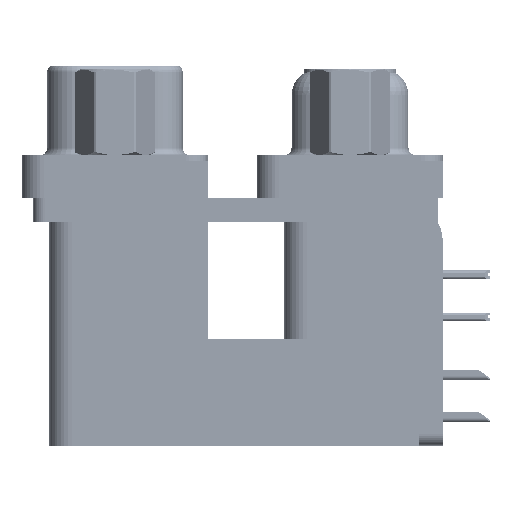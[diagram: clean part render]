
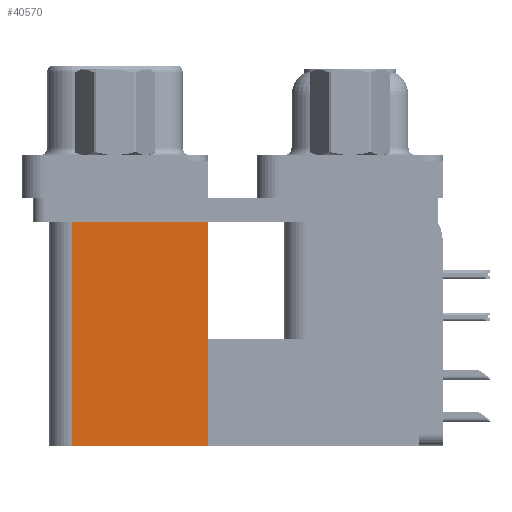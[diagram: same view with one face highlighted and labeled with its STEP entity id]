
A CAD part, left-side view. The second image highlights one B-rep face of the part: STEP entity #40570.
In plain terms, the highlighted planar face has unit normal (-1, 0, 0).
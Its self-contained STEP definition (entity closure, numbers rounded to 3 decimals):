
#411 = CARTESIAN_POINT ( 'NONE',  ( 3.79, 9.6, -2.5 ) ) ;
#2633 = CARTESIAN_POINT ( 'NONE',  ( 3.79, 18.8, -19.2 ) ) ;
#6480 = ORIENTED_EDGE ( 'NONE', *, *, #44418, .T. ) ;
#8041 = VECTOR ( 'NONE', #67852, 1000. ) ;
#8263 = CARTESIAN_POINT ( 'NONE',  ( 3.79, 9.6, -19.2 ) ) ;
#11281 = ORIENTED_EDGE ( 'NONE', *, *, #31399, .T. ) ;
#18970 = VERTEX_POINT ( 'NONE', #52095 ) ;
#20574 = AXIS2_PLACEMENT_3D ( 'NONE', #8263, #31368, #53716 ) ;
#21540 = CARTESIAN_POINT ( 'NONE',  ( 3.79, 9.6, -19.2 ) ) ;
#23087 = CARTESIAN_POINT ( 'NONE',  ( 3.79, 9.6, -2.5 ) ) ;
#28960 = LINE ( 'NONE', #23087, #8041 ) ;
#31368 = DIRECTION ( 'NONE',  ( 1., 0., 0. ) ) ;
#31382 = EDGE_CURVE ( 'NONE', #62052, #18970, #38410, .T. ) ;
#31399 = EDGE_CURVE ( 'NONE', #35363, #63293, #67000, .T. ) ;
#32909 = DIRECTION ( 'NONE',  ( 0., 0., 1. ) ) ;
#35363 = VERTEX_POINT ( 'NONE', #44595 ) ;
#37480 = EDGE_LOOP ( 'NONE', ( #6480, #49304, #58542, #11281 ) ) ;
#38410 = LINE ( 'NONE', #54162, #51802 ) ;
#40570 = ADVANCED_FACE ( 'NONE', ( #41633 ), #58506, .F. ) ;
#41633 = FACE_OUTER_BOUND ( 'NONE', #37480, .T. ) ;
#42707 = EDGE_CURVE ( 'NONE', #35363, #62052, #63939, .T. ) ;
#43006 = CARTESIAN_POINT ( 'NONE',  ( 3.79, 9.6, -19.2 ) ) ;
#44418 = EDGE_CURVE ( 'NONE', #63293, #18970, #28960, .T. ) ;
#44595 = CARTESIAN_POINT ( 'NONE',  ( 3.79, 9.6, -19.2 ) ) ;
#48478 = DIRECTION ( 'NONE',  ( 0., 1., 0. ) ) ;
#49304 = ORIENTED_EDGE ( 'NONE', *, *, #31382, .F. ) ;
#51802 = VECTOR ( 'NONE', #60054, 1000. ) ;
#52095 = CARTESIAN_POINT ( 'NONE',  ( 3.79, 18.8, -2.5 ) ) ;
#53525 = VECTOR ( 'NONE', #48478, 1000. ) ;
#53716 = DIRECTION ( 'NONE',  ( 0., 0., -1. ) ) ;
#54162 = CARTESIAN_POINT ( 'NONE',  ( 3.79, 18.8, -19.2 ) ) ;
#58506 = PLANE ( 'NONE',  #20574 ) ;
#58542 = ORIENTED_EDGE ( 'NONE', *, *, #42707, .F. ) ;
#60054 = DIRECTION ( 'NONE',  ( 0., 0., 1. ) ) ;
#62052 = VERTEX_POINT ( 'NONE', #2633 ) ;
#62355 = VECTOR ( 'NONE', #32909, 1000. ) ;
#63293 = VERTEX_POINT ( 'NONE', #411 ) ;
#63939 = LINE ( 'NONE', #43006, #53525 ) ;
#67000 = LINE ( 'NONE', #21540, #62355 ) ;
#67852 = DIRECTION ( 'NONE',  ( 0., 1., 0. ) ) ;
